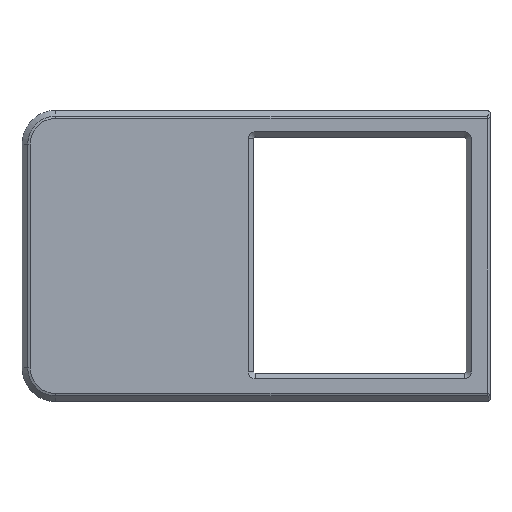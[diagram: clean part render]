
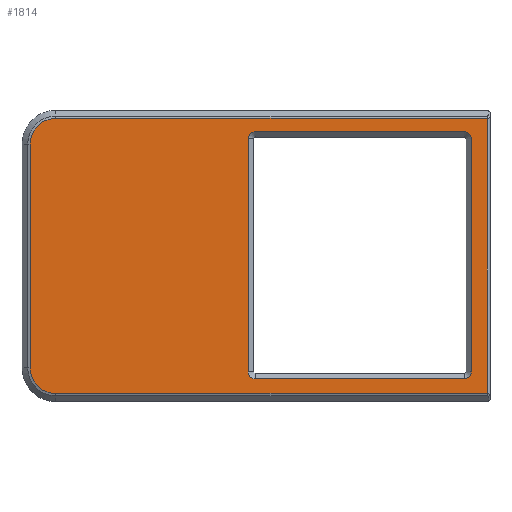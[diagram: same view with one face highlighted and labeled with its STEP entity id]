
A CAD part, top view. The second image highlights one B-rep face of the part: STEP entity #1814.
In plain terms, the highlighted planar face has unit normal (0, 0, 1).
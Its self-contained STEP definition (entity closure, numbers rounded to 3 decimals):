
#45=FACE_BOUND('',#259,.T.);
#73=CIRCLE('',#1925,2.6);
#75=CIRCLE('',#1928,2.6);
#77=CIRCLE('',#1933,2.6);
#79=CIRCLE('',#1936,2.6);
#83=CIRCLE('',#1946,9.5);
#84=CIRCLE('',#1947,9.5);
#151=FACE_OUTER_BOUND('',#258,.T.);
#258=EDGE_LOOP('',(#1244,#1245,#1246,#1247,#1248,#1249));
#259=EDGE_LOOP('',(#1250,#1251,#1252,#1253,#1254,#1255,#1256,#1257));
#359=LINE('',#2618,#557);
#364=LINE('',#2636,#562);
#368=LINE('',#2644,#566);
#372=LINE('',#2659,#570);
#381=LINE('',#2682,#579);
#382=LINE('',#2684,#580);
#383=LINE('',#2686,#581);
#384=LINE('',#2690,#582);
#557=VECTOR('',#2091,10.);
#562=VECTOR('',#2110,10.);
#566=VECTOR('',#2116,10.);
#570=VECTOR('',#2134,10.);
#579=VECTOR('',#2157,10.);
#580=VECTOR('',#2158,10.);
#581=VECTOR('',#2159,10.);
#582=VECTOR('',#2162,10.);
#755=VERTEX_POINT('',#2615);
#756=VERTEX_POINT('',#2617);
#758=VERTEX_POINT('',#2623);
#761=VERTEX_POINT('',#2630);
#762=VERTEX_POINT('',#2635);
#765=VERTEX_POINT('',#2642);
#766=VERTEX_POINT('',#2647);
#769=VERTEX_POINT('',#2654);
#775=VERTEX_POINT('',#2680);
#776=VERTEX_POINT('',#2681);
#777=VERTEX_POINT('',#2683);
#778=VERTEX_POINT('',#2685);
#779=VERTEX_POINT('',#2687);
#780=VERTEX_POINT('',#2689);
#925=EDGE_CURVE('',#755,#756,#359,.T.);
#928=EDGE_CURVE('',#756,#758,#73,.T.);
#932=EDGE_CURVE('',#761,#755,#75,.T.);
#934=EDGE_CURVE('',#758,#762,#364,.T.);
#938=EDGE_CURVE('',#765,#761,#368,.T.);
#940=EDGE_CURVE('',#762,#766,#77,.T.);
#944=EDGE_CURVE('',#769,#765,#79,.T.);
#946=EDGE_CURVE('',#766,#769,#372,.T.);
#957=EDGE_CURVE('',#775,#776,#381,.T.);
#958=EDGE_CURVE('',#777,#775,#382,.T.);
#959=EDGE_CURVE('',#778,#777,#383,.T.);
#960=EDGE_CURVE('',#779,#778,#83,.T.);
#961=EDGE_CURVE('',#780,#779,#384,.T.);
#962=EDGE_CURVE('',#776,#780,#84,.T.);
#1244=ORIENTED_EDGE('',*,*,#957,.F.);
#1245=ORIENTED_EDGE('',*,*,#958,.F.);
#1246=ORIENTED_EDGE('',*,*,#959,.F.);
#1247=ORIENTED_EDGE('',*,*,#960,.F.);
#1248=ORIENTED_EDGE('',*,*,#961,.F.);
#1249=ORIENTED_EDGE('',*,*,#962,.F.);
#1250=ORIENTED_EDGE('',*,*,#925,.F.);
#1251=ORIENTED_EDGE('',*,*,#932,.F.);
#1252=ORIENTED_EDGE('',*,*,#938,.F.);
#1253=ORIENTED_EDGE('',*,*,#944,.F.);
#1254=ORIENTED_EDGE('',*,*,#946,.F.);
#1255=ORIENTED_EDGE('',*,*,#940,.F.);
#1256=ORIENTED_EDGE('',*,*,#934,.F.);
#1257=ORIENTED_EDGE('',*,*,#928,.F.);
#1746=PLANE('',#1945);
#1814=ADVANCED_FACE('',(#151,#45),#1746,.T.);
#1925=AXIS2_PLACEMENT_3D('',#2624,#2096,#2097);
#1928=AXIS2_PLACEMENT_3D('',#2632,#2104,#2105);
#1933=AXIS2_PLACEMENT_3D('',#2648,#2120,#2121);
#1936=AXIS2_PLACEMENT_3D('',#2656,#2128,#2129);
#1945=AXIS2_PLACEMENT_3D('',#2679,#2155,#2156);
#1946=AXIS2_PLACEMENT_3D('',#2688,#2160,#2161);
#1947=AXIS2_PLACEMENT_3D('',#2691,#2163,#2164);
#2091=DIRECTION('',(0.,-1.,0.));
#2096=DIRECTION('center_axis',(0.,0.,1.));
#2097=DIRECTION('ref_axis',(0.,-1.,0.));
#2104=DIRECTION('center_axis',(0.,0.,1.));
#2105=DIRECTION('ref_axis',(-1.,0.,0.));
#2110=DIRECTION('',(1.,0.,0.));
#2116=DIRECTION('',(-1.,0.,0.));
#2120=DIRECTION('center_axis',(0.,0.,1.));
#2121=DIRECTION('ref_axis',(1.,0.,0.));
#2128=DIRECTION('center_axis',(0.,0.,1.));
#2129=DIRECTION('ref_axis',(0.,1.,0.));
#2134=DIRECTION('',(0.,1.,0.));
#2155=DIRECTION('center_axis',(0.,0.,1.));
#2156=DIRECTION('ref_axis',(-1.,0.,0.));
#2157=DIRECTION('',(-1.,0.,0.));
#2158=DIRECTION('',(0.,-1.,0.));
#2159=DIRECTION('',(1.,0.,0.));
#2160=DIRECTION('center_axis',(0.,0.,-1.));
#2161=DIRECTION('ref_axis',(0.,1.,0.));
#2162=DIRECTION('',(0.,1.,0.));
#2163=DIRECTION('center_axis',(0.,0.,-1.));
#2164=DIRECTION('ref_axis',(-1.,0.,0.));
#2615=CARTESIAN_POINT('',(1.41,49.997,25.635));
#2617=CARTESIAN_POINT('',(1.41,-36.473,25.635));
#2618=CARTESIAN_POINT('',(1.41,28.248,25.635));
#2623=CARTESIAN_POINT('',(4.01,-39.073,25.635));
#2624=CARTESIAN_POINT('Origin',(4.01,-36.473,25.635));
#2630=CARTESIAN_POINT('',(4.01,52.597,25.635));
#2632=CARTESIAN_POINT('Origin',(4.01,49.997,25.635));
#2635=CARTESIAN_POINT('',(81.6,-39.073,25.635));
#2636=CARTESIAN_POINT('',(-23.62,-39.073,25.635));
#2642=CARTESIAN_POINT('',(81.6,52.597,25.635));
#2644=CARTESIAN_POINT('',(15.175,52.597,25.635));
#2647=CARTESIAN_POINT('',(84.2,-36.473,25.635));
#2648=CARTESIAN_POINT('Origin',(81.6,-36.473,25.635));
#2654=CARTESIAN_POINT('',(84.2,49.997,25.635));
#2656=CARTESIAN_POINT('Origin',(81.6,49.997,25.635));
#2659=CARTESIAN_POINT('',(84.2,-14.987,25.635));
#2679=CARTESIAN_POINT('Origin',(-51.25,6.5,25.635));
#2680=CARTESIAN_POINT('',(90.099,-44.5,25.635));
#2681=CARTESIAN_POINT('',(-70.,-44.5,25.635));
#2682=CARTESIAN_POINT('',(-55.938,-44.5,25.635));
#2683=CARTESIAN_POINT('',(90.099,57.5,25.635));
#2684=CARTESIAN_POINT('',(90.099,-20.5,25.635));
#2685=CARTESIAN_POINT('',(-70.,57.5,25.635));
#2686=CARTESIAN_POINT('',(-43.438,57.5,25.635));
#2687=CARTESIAN_POINT('',(-79.5,48.,25.635));
#2688=CARTESIAN_POINT('Origin',(-70.,48.,25.635));
#2689=CARTESIAN_POINT('',(-79.5,-35.,25.635));
#2690=CARTESIAN_POINT('',(-79.5,16.875,25.635));
#2691=CARTESIAN_POINT('Origin',(-70.,-35.,25.635));
